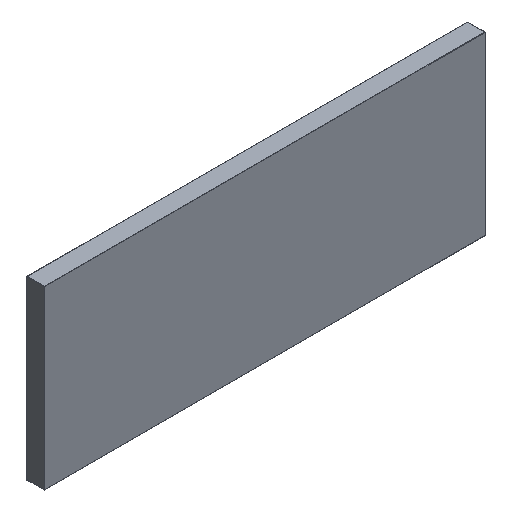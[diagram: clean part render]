
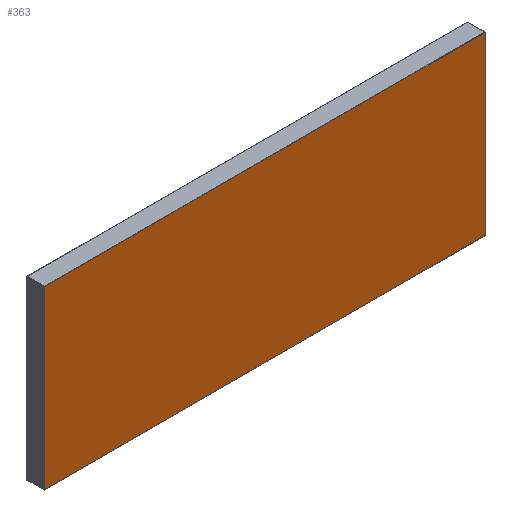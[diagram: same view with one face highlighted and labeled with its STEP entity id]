
A CAD part, isometric view. The second image highlights one B-rep face of the part: STEP entity #363.
In plain terms, the highlighted planar face has unit normal (0, -1, 0).
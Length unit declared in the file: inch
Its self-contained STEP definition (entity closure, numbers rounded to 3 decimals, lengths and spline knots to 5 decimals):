
#18=PLANE('',#435);
#31=LINE('',#620,#55);
#35=LINE('',#633,#59);
#38=LINE('',#637,#62);
#46=LINE('',#649,#70);
#55=VECTOR('',#505,0.3937);
#59=VECTOR('',#521,0.3937);
#62=VECTOR('',#526,0.3937);
#70=VECTOR('',#542,0.3937);
#111=FACE_OUTER_BOUND('',#137,.T.);
#137=EDGE_LOOP('',(#323,#324,#325,#326));
#174=VERTEX_POINT('',#592);
#175=VERTEX_POINT('',#596);
#181=VERTEX_POINT('',#613);
#186=VERTEX_POINT('',#629);
#212=EDGE_CURVE('',#181,#174,#31,.T.);
#219=EDGE_CURVE('',#175,#186,#35,.T.);
#222=EDGE_CURVE('',#186,#181,#38,.T.);
#230=EDGE_CURVE('',#174,#175,#46,.T.);
#323=ORIENTED_EDGE('',*,*,#219,.F.);
#324=ORIENTED_EDGE('',*,*,#230,.F.);
#325=ORIENTED_EDGE('',*,*,#212,.F.);
#326=ORIENTED_EDGE('',*,*,#222,.F.);
#363=ADVANCED_FACE('',(#111),#18,.T.);
#435=AXIS2_PLACEMENT_3D('',#660,#559,#560);
#505=DIRECTION('',(-1.,0.,0.));
#521=DIRECTION('',(1.,0.,0.));
#526=DIRECTION('',(0.,0.,-1.));
#542=DIRECTION('',(0.,0.,1.));
#559=DIRECTION('center_axis',(0.,-1.,0.));
#560=DIRECTION('ref_axis',(0.,0.,-1.));
#592=CARTESIAN_POINT('',(-3.93307,-0.15748,-1.57087));
#596=CARTESIAN_POINT('',(-3.93307,-0.15748,1.57087));
#613=CARTESIAN_POINT('',(3.93307,-0.15748,-1.57087));
#620=CARTESIAN_POINT('',(0.,-0.15748,-1.57087));
#629=CARTESIAN_POINT('',(3.93307,-0.15748,1.57087));
#633=CARTESIAN_POINT('',(0.,-0.15748,1.57087));
#637=CARTESIAN_POINT('',(3.93307,-0.15748,0.7874));
#649=CARTESIAN_POINT('',(-3.93307,-0.15748,0.7874));
#660=CARTESIAN_POINT('Origin',(0.,-0.15748,1.5748));
